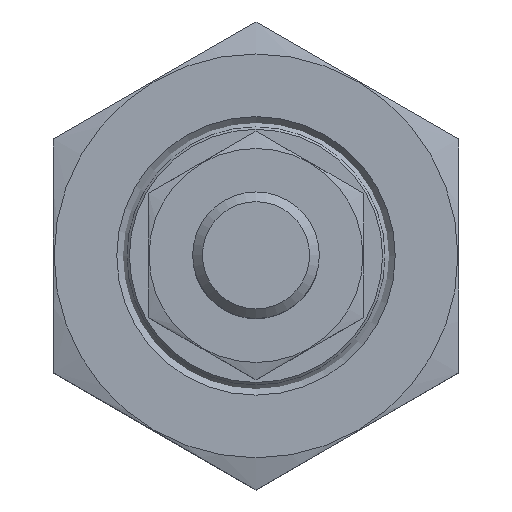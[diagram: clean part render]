
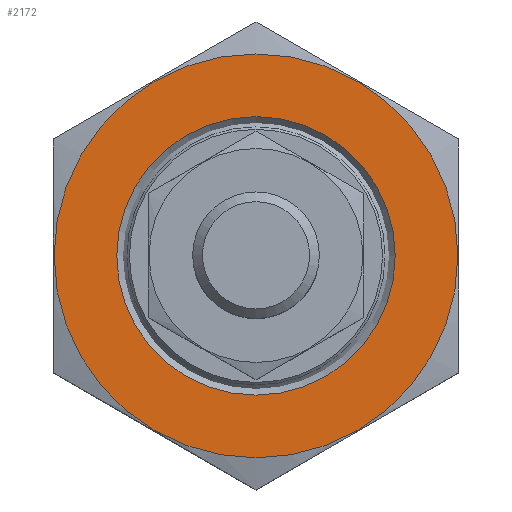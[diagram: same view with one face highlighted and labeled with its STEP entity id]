
A CAD part, top view. The second image highlights one B-rep face of the part: STEP entity #2172.
In plain terms, the highlighted face is planar.
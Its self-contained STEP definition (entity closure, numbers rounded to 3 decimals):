
#265=PLANE('',#2369);
#619=ORIENTED_EDGE('',*,*,#912,.F.);
#620=ORIENTED_EDGE('',*,*,#913,.T.);
#912=EDGE_CURVE('',#1093,#1093,#1216,.T.);
#913=EDGE_CURVE('',#1094,#1094,#1217,.T.);
#1093=VERTEX_POINT('',#3341);
#1094=VERTEX_POINT('',#3343);
#1216=CIRCLE('',#2370,15.95);
#1217=CIRCLE('',#2371,11.);
#1343=EDGE_LOOP('',(#619));
#1344=EDGE_LOOP('',(#620));
#1510=FACE_BOUND('',#1343,.T.);
#1511=FACE_BOUND('',#1344,.T.);
#2172=ADVANCED_FACE('',(#1510,#1511),#265,.F.);
#2369=AXIS2_PLACEMENT_3D('',#3339,#2774,#2775);
#2370=AXIS2_PLACEMENT_3D('',#3340,#2776,#2777);
#2371=AXIS2_PLACEMENT_3D('',#3342,#2778,#2779);
#2774=DIRECTION('',(0.,-1.,0.));
#2775=DIRECTION('',(0.,0.,-1.));
#2776=DIRECTION('',(0.,-1.,0.));
#2777=DIRECTION('',(0.,0.,-1.));
#2778=DIRECTION('',(0.,-1.,0.));
#2779=DIRECTION('',(0.,0.,-1.));
#3339=CARTESIAN_POINT('',(0.,0.,0.));
#3340=CARTESIAN_POINT('',(0.,0.,0.));
#3341=CARTESIAN_POINT('',(0.,0.,-15.95));
#3342=CARTESIAN_POINT('',(0.,0.,0.));
#3343=CARTESIAN_POINT('',(0.,0.,-11.));
